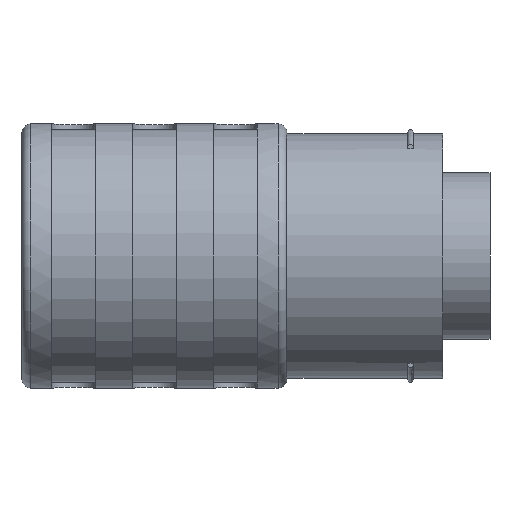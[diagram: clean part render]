
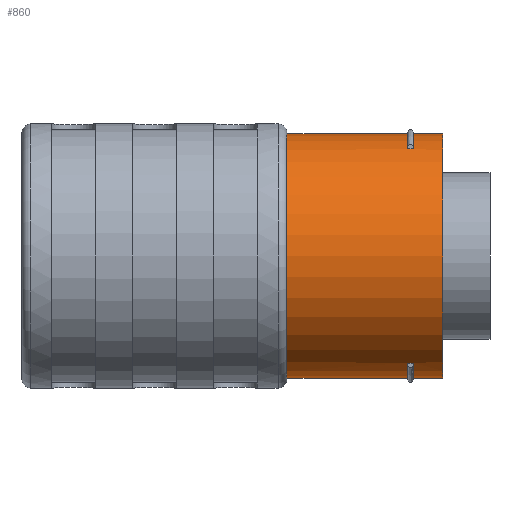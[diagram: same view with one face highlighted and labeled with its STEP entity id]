
A CAD part, front view. The second image highlights one B-rep face of the part: STEP entity #860.
In plain terms, the highlighted cylindrical face has radius 4.15 mm (diameter 8.3 mm), a full revolution.
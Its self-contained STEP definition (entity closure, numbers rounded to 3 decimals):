
#350=CYLINDRICAL_SURFACE('',#3607,4.15);
#451=LINE('',#5115,#655);
#452=LINE('',#5119,#656);
#453=LINE('',#5127,#657);
#454=LINE('',#5131,#658);
#655=VECTOR('',#4042,1.);
#656=VECTOR('',#4045,1.);
#657=VECTOR('',#4052,1.);
#658=VECTOR('',#4055,1.);
#860=ADVANCED_FACE('',(#1187,#1188,#1189,#1190),#350,.T.);
#1187=FACE_BOUND('',#1311,.T.);
#1188=FACE_BOUND('',#1312,.T.);
#1189=FACE_BOUND('',#1313,.T.);
#1190=FACE_BOUND('',#1314,.T.);
#1311=EDGE_LOOP('',(#1613,#1614,#1615,#1616));
#1312=EDGE_LOOP('',(#1617));
#1313=EDGE_LOOP('',(#1618));
#1314=EDGE_LOOP('',(#1619,#1620,#1621,#1622));
#1613=ORIENTED_EDGE('',*,*,#2925,.F.);
#1614=ORIENTED_EDGE('',*,*,#2926,.F.);
#1615=ORIENTED_EDGE('',*,*,#2927,.T.);
#1616=ORIENTED_EDGE('',*,*,#2928,.F.);
#1617=ORIENTED_EDGE('',*,*,#2929,.F.);
#1618=ORIENTED_EDGE('',*,*,#2930,.T.);
#1619=ORIENTED_EDGE('',*,*,#2931,.F.);
#1620=ORIENTED_EDGE('',*,*,#2932,.T.);
#1621=ORIENTED_EDGE('',*,*,#2933,.T.);
#1622=ORIENTED_EDGE('',*,*,#2934,.T.);
#2589=VERTEX_POINT('',#5113);
#2590=VERTEX_POINT('',#5114);
#2591=VERTEX_POINT('',#5116);
#2592=VERTEX_POINT('',#5118);
#2593=VERTEX_POINT('',#5121);
#2594=VERTEX_POINT('',#5123);
#2595=VERTEX_POINT('',#5125);
#2596=VERTEX_POINT('',#5126);
#2597=VERTEX_POINT('',#5128);
#2598=VERTEX_POINT('',#5130);
#2925=EDGE_CURVE('',#2589,#2590,#3413,.T.);
#2926=EDGE_CURVE('',#2591,#2589,#451,.T.);
#2927=EDGE_CURVE('',#2591,#2592,#3414,.T.);
#2928=EDGE_CURVE('',#2590,#2592,#452,.T.);
#2929=EDGE_CURVE('',#2593,#2593,#3415,.T.);
#2930=EDGE_CURVE('',#2594,#2594,#3416,.T.);
#2931=EDGE_CURVE('',#2595,#2596,#3417,.T.);
#2932=EDGE_CURVE('',#2595,#2597,#453,.T.);
#2933=EDGE_CURVE('',#2597,#2598,#3418,.T.);
#2934=EDGE_CURVE('',#2598,#2596,#454,.T.);
#3413=CIRCLE('',#3601,4.15);
#3414=CIRCLE('',#3602,4.15);
#3415=CIRCLE('',#3603,4.15);
#3416=CIRCLE('',#3604,4.15);
#3417=CIRCLE('',#3605,4.15);
#3418=CIRCLE('',#3606,4.15);
#3601=AXIS2_PLACEMENT_3D('',#5112,#4040,#4041);
#3602=AXIS2_PLACEMENT_3D('',#5117,#4043,#4044);
#3603=AXIS2_PLACEMENT_3D('',#5120,#4046,#4047);
#3604=AXIS2_PLACEMENT_3D('',#5122,#4048,#4049);
#3605=AXIS2_PLACEMENT_3D('',#5124,#4050,#4051);
#3606=AXIS2_PLACEMENT_3D('',#5129,#4053,#4054);
#3607=AXIS2_PLACEMENT_3D('',#5132,#4056,#4057);
#4040=DIRECTION('',(1.,0.,0.));
#4041=DIRECTION('',(0.,-1.,0.));
#4042=DIRECTION('',(-1.,0.,0.));
#4043=DIRECTION('',(1.,0.,0.));
#4044=DIRECTION('',(0.,-1.,0.));
#4045=DIRECTION('',(1.,0.,0.));
#4046=DIRECTION('',(1.,0.,0.));
#4047=DIRECTION('',(0.,1.,0.));
#4048=DIRECTION('',(1.,0.,0.));
#4049=DIRECTION('',(0.,1.,0.));
#4050=DIRECTION('',(1.,0.,0.));
#4051=DIRECTION('',(0.,-1.,0.));
#4052=DIRECTION('',(1.,0.,0.));
#4053=DIRECTION('',(1.,0.,0.));
#4054=DIRECTION('',(0.,-1.,0.));
#4055=DIRECTION('',(-1.,0.,0.));
#4056=DIRECTION('',(-1.,0.,0.));
#4057=DIRECTION('',(0.,1.,0.));
#5112=CARTESIAN_POINT('',(89.1,20.5,-3.5));
#5113=CARTESIAN_POINT('',(89.1,18.5,-7.136));
#5114=CARTESIAN_POINT('',(89.1,22.5,-7.136));
#5115=CARTESIAN_POINT('',(90.3,18.5,-7.136));
#5116=CARTESIAN_POINT('',(89.3,18.5,-7.136));
#5117=CARTESIAN_POINT('',(89.3,20.5,-3.5));
#5118=CARTESIAN_POINT('',(89.3,22.5,-7.136));
#5119=CARTESIAN_POINT('',(90.3,22.5,-7.136));
#5120=CARTESIAN_POINT('',(90.3,20.5,-3.5));
#5121=CARTESIAN_POINT('',(90.3,24.65,-3.5));
#5122=CARTESIAN_POINT('',(85.,20.5,-3.5));
#5123=CARTESIAN_POINT('',(85.,24.65,-3.5));
#5124=CARTESIAN_POINT('',(89.1,20.5,-3.5));
#5125=CARTESIAN_POINT('',(89.1,22.5,0.136));
#5126=CARTESIAN_POINT('',(89.1,18.5,0.136));
#5127=CARTESIAN_POINT('',(90.3,22.5,0.136));
#5128=CARTESIAN_POINT('',(89.3,22.5,0.136));
#5129=CARTESIAN_POINT('',(89.3,20.5,-3.5));
#5130=CARTESIAN_POINT('',(89.3,18.5,0.136));
#5131=CARTESIAN_POINT('',(90.3,18.5,0.136));
#5132=CARTESIAN_POINT('',(90.3,20.5,-3.5));
